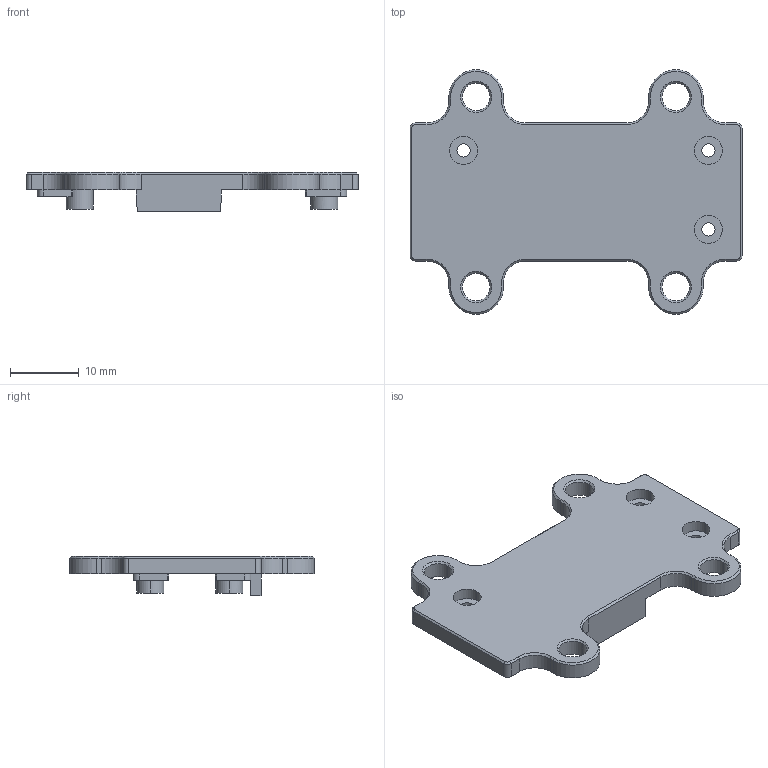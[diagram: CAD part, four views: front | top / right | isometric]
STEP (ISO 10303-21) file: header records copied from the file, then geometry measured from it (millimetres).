
FILE_DESCRIPTION (( 'STEP AP203' ), '1' );
FILE_NAME ('LIDAR COVER REV C.STEP', '2015-02-08T06:24:33', ( 'Engineer' ), ( 'HP' ), 'SwSTEP 2.0', 'SolidWorks 2014', '' );
FILE_SCHEMA (( 'CONFIG_CONTROL_DESIGN' ));
Length unit declared in the file: inch
Products named in the file (1): LIDAR COVER REV C
Bounding box: 48.26 x 35.56 x 5.71 mm (x, y, z)
Volume: 2464.5 mm3; surface area: 3325.4 mm2
Topology: 1 solids, 1 shells, 201 faces, 535 edges, 342 vertices
Faces by surface type: plane 108, cylinder 69, cone 24
Entity records: 6336 total; most frequent: DIRECTION 1103, CARTESIAN_POINT 1089, ORIENTED_EDGE 1070, EDGE_CURVE 535, AXIS2_PLACEMENT_3D 368, VECTOR 367, LINE 367, VERTEX_POINT 342
